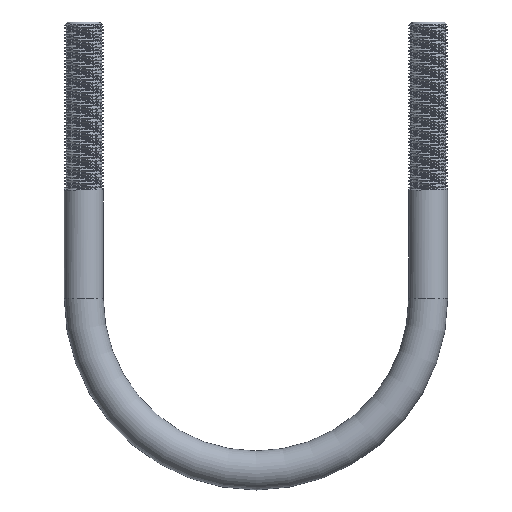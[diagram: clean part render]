
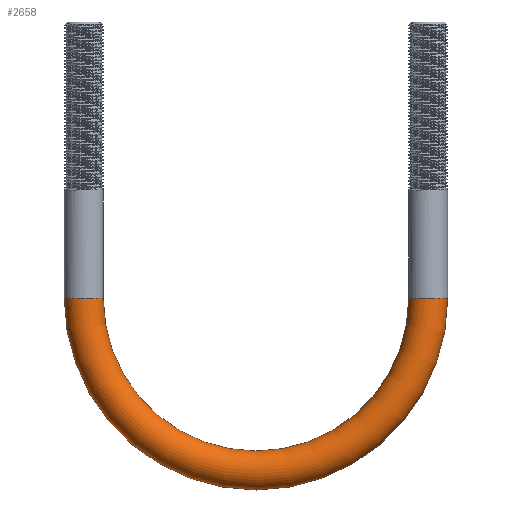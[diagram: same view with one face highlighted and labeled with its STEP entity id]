
A CAD part, front view. The second image highlights one B-rep face of the part: STEP entity #2658.
In plain terms, the highlighted toroidal (fillet/blend) face has major radius 53 mm and minor radius 6 mm.
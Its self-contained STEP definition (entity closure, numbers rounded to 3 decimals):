
#302 = ORIENTED_EDGE ( 'NONE', *, *, #14893, .T. ) ;
#584 = DIRECTION ( 'NONE',  ( 0., 0., 1. ) ) ;
#1124 = CARTESIAN_POINT ( 'NONE',  ( 83.5, 0., -156.642 ) ) ;
#1405 = CARTESIAN_POINT ( 'NONE',  ( -10.5, 0., -156.642 ) ) ;
#1439 = CIRCLE ( 'NONE', #16470, 47. ) ;
#1684 = DIRECTION ( 'NONE',  ( 0., 1., 0. ) ) ;
#2658 = ADVANCED_FACE ( 'NONE', ( #11825 ), #16235, .T. ) ;
#4724 = VERTEX_POINT ( 'NONE', #13787 ) ;
#4848 = CIRCLE ( 'NONE', #17998, 59. ) ;
#4873 = EDGE_CURVE ( 'NONE', #17248, #4724, #11565, .T. ) ;
#6474 = DIRECTION ( 'NONE',  ( 1., 0., 0. ) ) ;
#7305 = CIRCLE ( 'NONE', #16479, 6. ) ;
#7549 = DIRECTION ( 'NONE',  ( 0., 0., 1. ) ) ;
#7808 = DIRECTION ( 'NONE',  ( 0., 0., 1. ) ) ;
#7877 = VERTEX_POINT ( 'NONE', #14848 ) ;
#7882 = CARTESIAN_POINT ( 'NONE',  ( 36.5, 0., -156.642 ) ) ;
#8868 = DIRECTION ( 'NONE',  ( 0., 0., 1. ) ) ;
#8985 = CARTESIAN_POINT ( 'NONE',  ( 36.5, 0., -156.642 ) ) ;
#10676 = CARTESIAN_POINT ( 'NONE',  ( 89.5, 0., -156.642 ) ) ;
#10889 = DIRECTION ( 'NONE',  ( 0., 0., -1. ) ) ;
#11565 = CIRCLE ( 'NONE', #15871, 6. ) ;
#11825 = FACE_OUTER_BOUND ( 'NONE', #12957, .T. ) ;
#12016 = CARTESIAN_POINT ( 'NONE',  ( 36.5, 0., -156.642 ) ) ;
#12037 = EDGE_CURVE ( 'NONE', #17248, #18699, #1439, .T. ) ;
#12957 = EDGE_LOOP ( 'NONE', ( #13822, #16176, #18320, #302 ) ) ;
#13267 = DIRECTION ( 'NONE',  ( 0., 1., 0. ) ) ;
#13538 = EDGE_CURVE ( 'NONE', #4724, #7877, #4848, .T. ) ;
#13675 = CARTESIAN_POINT ( 'NONE',  ( -16.5, 0., -156.642 ) ) ;
#13723 = DIRECTION ( 'NONE',  ( 0., 1., 0. ) ) ;
#13787 = CARTESIAN_POINT ( 'NONE',  ( 95.5, 0., -156.642 ) ) ;
#13822 = ORIENTED_EDGE ( 'NONE', *, *, #13538, .F. ) ;
#13872 = DIRECTION ( 'NONE',  ( -1., 0., 0. ) ) ;
#14089 = AXIS2_PLACEMENT_3D ( 'NONE', #12016, #13267, #8868 ) ;
#14848 = CARTESIAN_POINT ( 'NONE',  ( -22.5, 0., -156.642 ) ) ;
#14893 = EDGE_CURVE ( 'NONE', #18699, #7877, #7305, .T. ) ;
#15871 = AXIS2_PLACEMENT_3D ( 'NONE', #10676, #7808, #6474 ) ;
#16176 = ORIENTED_EDGE ( 'NONE', *, *, #4873, .F. ) ;
#16235 = TOROIDAL_SURFACE ( 'NONE', #14089, 53., 6. ) ;
#16470 = AXIS2_PLACEMENT_3D ( 'NONE', #8985, #1684, #7549 ) ;
#16479 = AXIS2_PLACEMENT_3D ( 'NONE', #13675, #10889, #13872 ) ;
#17248 = VERTEX_POINT ( 'NONE', #1124 ) ;
#17998 = AXIS2_PLACEMENT_3D ( 'NONE', #7882, #13723, #584 ) ;
#18320 = ORIENTED_EDGE ( 'NONE', *, *, #12037, .T. ) ;
#18699 = VERTEX_POINT ( 'NONE', #1405 ) ;
